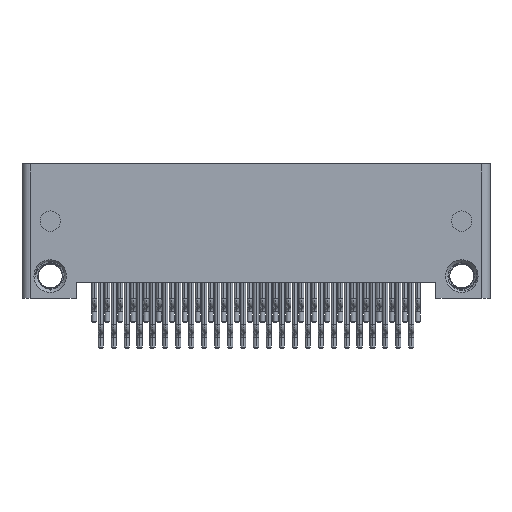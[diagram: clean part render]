
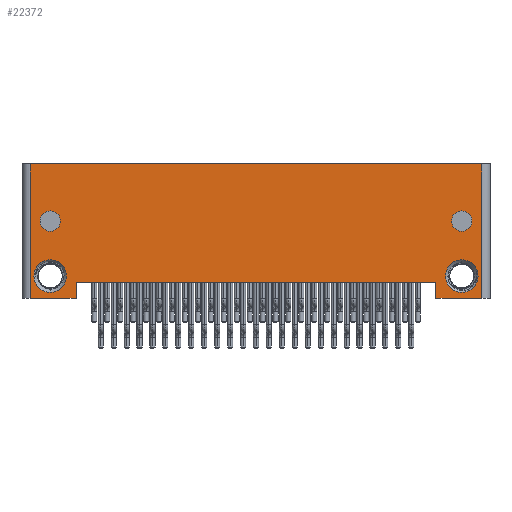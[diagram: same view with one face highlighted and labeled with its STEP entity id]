
A CAD part, front view. The second image highlights one B-rep face of the part: STEP entity #22372.
In plain terms, the highlighted planar face has unit normal (0, -1, 0).
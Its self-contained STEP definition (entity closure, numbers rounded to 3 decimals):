
#703=DIRECTION('',(0.,0.,1.));
#704=VECTOR('',#703,0.8);
#705=CARTESIAN_POINT('',(8.825,-1.93,-6.6));
#706=LINE('',#705,#704);
#715=DIRECTION('',(-1.,0.,0.));
#716=VECTOR('',#715,22.16);
#717=CARTESIAN_POINT('',(11.08,-1.93,0.));
#718=LINE('',#717,#716);
#719=DIRECTION('',(1.,0.,0.));
#720=VECTOR('',#719,17.65);
#721=CARTESIAN_POINT('',(-8.825,-1.93,-5.8));
#722=LINE('',#721,#720);
#723=DIRECTION('',(0.,0.,1.));
#724=VECTOR('',#723,0.8);
#725=CARTESIAN_POINT('',(-8.825,-1.93,-6.6));
#726=LINE('',#725,#724);
#727=CARTESIAN_POINT('',(10.095,-1.93,-2.8));
#728=DIRECTION('',(0.,1.,0.));
#729=DIRECTION('',(0.,0.,-1.));
#730=AXIS2_PLACEMENT_3D('',#727,#728,#729);
#732=CARTESIAN_POINT('',(10.095,-1.93,-2.8));
#733=DIRECTION('',(0.,1.,0.));
#734=DIRECTION('',(0.,0.,1.));
#735=AXIS2_PLACEMENT_3D('',#732,#733,#734);
#737=CARTESIAN_POINT('',(-10.095,-1.93,-2.8));
#738=DIRECTION('',(0.,1.,0.));
#739=DIRECTION('',(0.,0.,-1.));
#740=AXIS2_PLACEMENT_3D('',#737,#738,#739);
#742=CARTESIAN_POINT('',(-10.095,-1.93,-2.8));
#743=DIRECTION('',(0.,1.,0.));
#744=DIRECTION('',(0.,0.,1.));
#745=AXIS2_PLACEMENT_3D('',#742,#743,#744);
#747=CARTESIAN_POINT('',(10.095,-1.93,-5.5));
#748=DIRECTION('',(0.,1.,0.));
#749=DIRECTION('',(0.,0.,-1.));
#750=AXIS2_PLACEMENT_3D('',#747,#748,#749);
#752=CARTESIAN_POINT('',(10.095,-1.93,-5.5));
#753=DIRECTION('',(0.,1.,0.));
#754=DIRECTION('',(0.,0.,1.));
#755=AXIS2_PLACEMENT_3D('',#752,#753,#754);
#757=CARTESIAN_POINT('',(-10.095,-1.93,-5.5));
#758=DIRECTION('',(0.,1.,0.));
#759=DIRECTION('',(0.,0.,-1.));
#760=AXIS2_PLACEMENT_3D('',#757,#758,#759);
#762=CARTESIAN_POINT('',(-10.095,-1.93,-5.5));
#763=DIRECTION('',(0.,1.,0.));
#764=DIRECTION('',(0.,0.,1.));
#765=AXIS2_PLACEMENT_3D('',#762,#763,#764);
#982=DIRECTION('',(-1.,0.,0.));
#983=VECTOR('',#982,2.255);
#984=CARTESIAN_POINT('',(11.08,-1.93,-6.6));
#985=LINE('',#984,#983);
#1019=DIRECTION('',(0.,0.,-1.));
#1020=VECTOR('',#1019,6.6);
#1021=CARTESIAN_POINT('',(11.08,-1.93,0.));
#1022=LINE('',#1021,#1020);
#5067=DIRECTION('',(0.,0.,1.));
#5068=VECTOR('',#5067,6.6);
#5069=CARTESIAN_POINT('',(-11.08,-1.93,-6.6));
#5070=LINE('',#5069,#5068);
#5075=DIRECTION('',(-1.,0.,0.));
#5076=VECTOR('',#5075,2.255);
#5077=CARTESIAN_POINT('',(-8.825,-1.93,-6.6));
#5078=LINE('',#5077,#5076);
#18597=CARTESIAN_POINT('',(-8.825,-1.93,-5.8));
#18599=VERTEX_POINT('',#18597);
#19417=CARTESIAN_POINT('',(-8.825,-1.93,-6.6));
#19418=VERTEX_POINT('',#19417);
#20111=CARTESIAN_POINT('',(11.08,-1.93,-6.6));
#20112=VERTEX_POINT('',#20111);
#20177=CARTESIAN_POINT('',(10.095,-1.93,-6.3));
#20179=VERTEX_POINT('',#20177);
#20223=CARTESIAN_POINT('',(-10.095,-1.93,-6.3));
#20225=VERTEX_POINT('',#20223);
#20256=CARTESIAN_POINT('',(10.095,-1.93,-3.3));
#20257=CARTESIAN_POINT('',(10.095,-1.93,-2.3));
#20258=VERTEX_POINT('',#20256);
#20259=VERTEX_POINT('',#20257);
#20419=CARTESIAN_POINT('',(-11.08,-1.93,-6.6));
#20420=CARTESIAN_POINT('',(-11.08,-1.93,0.));
#20421=VERTEX_POINT('',#20419);
#20422=VERTEX_POINT('',#20420);
#20456=CARTESIAN_POINT('',(8.825,-1.93,-5.8));
#20457=VERTEX_POINT('',#20456);
#20816=CARTESIAN_POINT('',(-10.095,-1.93,-4.7));
#20817=VERTEX_POINT('',#20816);
#20972=CARTESIAN_POINT('',(-10.095,-1.93,-2.3));
#20973=CARTESIAN_POINT('',(-10.095,-1.93,-3.3));
#20974=VERTEX_POINT('',#20972);
#20975=VERTEX_POINT('',#20973);
#21335=CARTESIAN_POINT('',(10.095,-1.93,-4.7));
#21336=VERTEX_POINT('',#21335);
#21438=CARTESIAN_POINT('',(8.825,-1.93,-6.6));
#21439=VERTEX_POINT('',#21438);
#21628=CARTESIAN_POINT('',(11.08,-1.93,0.));
#21629=VERTEX_POINT('',#21628);
#22328=CARTESIAN_POINT('',(-11.48,-1.93,0.));
#22329=DIRECTION('',(0.,1.,0.));
#22330=DIRECTION('',(0.,0.,1.));
#22331=AXIS2_PLACEMENT_3D('',#22328,#22329,#22330);
#22332=PLANE('',#22331);
#22334=ORIENTED_EDGE('',*,*,#22333,.F.);
#22336=ORIENTED_EDGE('',*,*,#22335,.T.);
#22338=ORIENTED_EDGE('',*,*,#22337,.T.);
#22339=ORIENTED_EDGE('',*,*,#22309,.T.);
#22340=ORIENTED_EDGE('',*,*,#22214,.F.);
#22341=ORIENTED_EDGE('',*,*,#22254,.F.);
#22343=ORIENTED_EDGE('',*,*,#22342,.T.);
#22345=ORIENTED_EDGE('',*,*,#22344,.T.);
#22346=EDGE_LOOP('',(#22334,#22336,#22338,#22339,#22340,#22341,#22343,#22345));
#22347=FACE_OUTER_BOUND('',#22346,.F.);
#22349=ORIENTED_EDGE('',*,*,#22348,.F.);
#22351=ORIENTED_EDGE('',*,*,#22350,.F.);
#22352=EDGE_LOOP('',(#22349,#22351));
#22353=FACE_BOUND('',#22352,.F.);
#22355=ORIENTED_EDGE('',*,*,#22354,.F.);
#22357=ORIENTED_EDGE('',*,*,#22356,.F.);
#22358=EDGE_LOOP('',(#22355,#22357));
#22359=FACE_BOUND('',#22358,.F.);
#22361=ORIENTED_EDGE('',*,*,#22360,.F.);
#22363=ORIENTED_EDGE('',*,*,#22362,.F.);
#22364=EDGE_LOOP('',(#22361,#22363));
#22365=FACE_BOUND('',#22364,.F.);
#22367=ORIENTED_EDGE('',*,*,#22366,.F.);
#22369=ORIENTED_EDGE('',*,*,#22368,.F.);
#22370=EDGE_LOOP('',(#22367,#22369));
#22371=FACE_BOUND('',#22370,.F.);
#731=CIRCLE('',#730,0.5);
#736=CIRCLE('',#735,0.5);
#741=CIRCLE('',#740,0.5);
#746=CIRCLE('',#745,0.5);
#751=CIRCLE('',#750,0.8);
#756=CIRCLE('',#755,0.8);
#761=CIRCLE('',#760,0.8);
#766=CIRCLE('',#765,0.8);
#22214=EDGE_CURVE('',#18599,#20457,#722,.T.);
#22254=EDGE_CURVE('',#19418,#18599,#726,.T.);
#22309=EDGE_CURVE('',#21439,#20457,#706,.T.);
#22333=EDGE_CURVE('',#21629,#20422,#718,.T.);
#22335=EDGE_CURVE('',#21629,#20112,#1022,.T.);
#22337=EDGE_CURVE('',#20112,#21439,#985,.T.);
#22342=EDGE_CURVE('',#19418,#20421,#5078,.T.);
#22344=EDGE_CURVE('',#20421,#20422,#5070,.T.);
#22348=EDGE_CURVE('',#20258,#20259,#731,.T.);
#22350=EDGE_CURVE('',#20259,#20258,#736,.T.);
#22354=EDGE_CURVE('',#20975,#20974,#741,.T.);
#22356=EDGE_CURVE('',#20974,#20975,#746,.T.);
#22360=EDGE_CURVE('',#20179,#21336,#751,.T.);
#22362=EDGE_CURVE('',#21336,#20179,#756,.T.);
#22366=EDGE_CURVE('',#20225,#20817,#761,.T.);
#22368=EDGE_CURVE('',#20817,#20225,#766,.T.);
#22372=ADVANCED_FACE('',(#22347,#22353,#22359,#22365,#22371),#22332,.F.);
